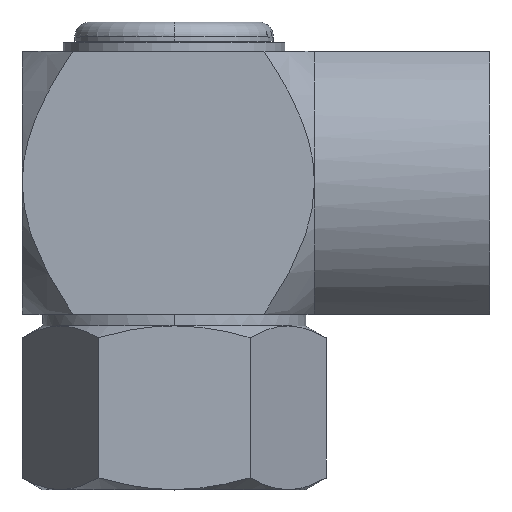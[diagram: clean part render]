
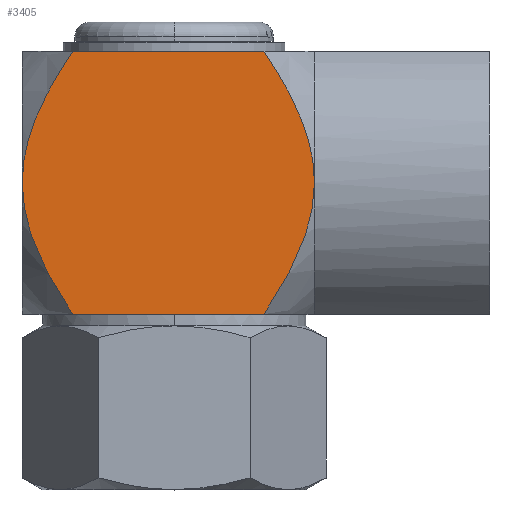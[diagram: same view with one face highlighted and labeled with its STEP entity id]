
A CAD part, top view. The second image highlights one B-rep face of the part: STEP entity #3405.
In plain terms, the highlighted planar face has unit normal (0, 0, 1).
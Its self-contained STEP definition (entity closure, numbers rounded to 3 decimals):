
#2577=CARTESIAN_POINT('Vertex',(-26.,0.,25.)) ;
#3300=CARTESIAN_POINT('Axis2P3D Location',(0.,0.,25.)) ;
#3305=CARTESIAN_POINT('Line Origine',(-1.,-22.5,25.)) ;
#3309=CARTESIAN_POINT('Vertex',(-17.366,-22.5,25.)) ;
#3311=CARTESIAN_POINT('Vertex',(15.366,-22.5,25.)) ;
#3315=CARTESIAN_POINT('Control Point',(15.366,-22.5,25.)) ;
#3316=CARTESIAN_POINT('Control Point',(16.495,-20.812,25.)) ;
#3317=CARTESIAN_POINT('Control Point',(17.579,-19.089,25.)) ;
#3318=CARTESIAN_POINT('Control Point',(19.097,-16.423,25.)) ;
#3319=CARTESIAN_POINT('Control Point',(19.583,-15.523,25.)) ;
#3320=CARTESIAN_POINT('Control Point',(20.502,-13.703,25.)) ;
#3321=CARTESIAN_POINT('Control Point',(20.934,-12.783,25.)) ;
#3322=CARTESIAN_POINT('Control Point',(22.134,-9.983,25.)) ;
#3323=CARTESIAN_POINT('Control Point',(22.803,-8.064,25.)) ;
#3324=CARTESIAN_POINT('Control Point',(23.392,-5.567,25.)) ;
#3325=CARTESIAN_POINT('Control Point',(23.498,-5.062,25.)) ;
#3326=CARTESIAN_POINT('Control Point',(23.679,-4.052,25.)) ;
#3327=CARTESIAN_POINT('Control Point',(23.755,-3.547,25.)) ;
#3328=CARTESIAN_POINT('Control Point',(23.938,-2.03,25.)) ;
#3329=CARTESIAN_POINT('Control Point',(24.,-1.016,25.)) ;
#3330=CARTESIAN_POINT('Control Point',(24.,0.,25.)) ;
#3331=CARTESIAN_POINT('Vertex',(24.,0.,25.)) ;
#3335=CARTESIAN_POINT('Control Point',(24.,0.,25.)) ;
#3336=CARTESIAN_POINT('Control Point',(24.,1.017,25.)) ;
#3337=CARTESIAN_POINT('Control Point',(23.938,2.035,25.)) ;
#3338=CARTESIAN_POINT('Control Point',(23.752,3.567,25.)) ;
#3339=CARTESIAN_POINT('Control Point',(23.674,4.078,25.)) ;
#3340=CARTESIAN_POINT('Control Point',(23.492,5.087,25.)) ;
#3341=CARTESIAN_POINT('Control Point',(23.388,5.588,25.)) ;
#3342=CARTESIAN_POINT('Control Point',(22.801,8.068,25.)) ;
#3343=CARTESIAN_POINT('Control Point',(22.132,9.987,25.)) ;
#3344=CARTESIAN_POINT('Control Point',(20.927,12.8,25.)) ;
#3345=CARTESIAN_POINT('Control Point',(20.49,13.728,25.)) ;
#3346=CARTESIAN_POINT('Control Point',(19.566,15.556,25.)) ;
#3347=CARTESIAN_POINT('Control Point',(19.081,16.453,25.)) ;
#3348=CARTESIAN_POINT('Control Point',(17.57,19.104,25.)) ;
#3349=CARTESIAN_POINT('Control Point',(16.491,20.819,25.)) ;
#3350=CARTESIAN_POINT('Control Point',(15.366,22.5,25.)) ;
#3351=CARTESIAN_POINT('Vertex',(15.366,22.5,25.)) ;
#3354=CARTESIAN_POINT('Line Origine',(-1.,22.5,25.)) ;
#3358=CARTESIAN_POINT('Vertex',(-17.366,22.5,25.)) ;
#3362=CARTESIAN_POINT('Control Point',(-26.,0.,25.)) ;
#3363=CARTESIAN_POINT('Control Point',(-26.,1.017,25.)) ;
#3364=CARTESIAN_POINT('Control Point',(-25.938,2.035,25.)) ;
#3365=CARTESIAN_POINT('Control Point',(-25.752,3.567,25.)) ;
#3366=CARTESIAN_POINT('Control Point',(-25.674,4.078,25.)) ;
#3367=CARTESIAN_POINT('Control Point',(-25.492,5.087,25.)) ;
#3368=CARTESIAN_POINT('Control Point',(-25.388,5.588,25.)) ;
#3369=CARTESIAN_POINT('Control Point',(-24.801,8.068,25.)) ;
#3370=CARTESIAN_POINT('Control Point',(-24.132,9.987,25.)) ;
#3371=CARTESIAN_POINT('Control Point',(-22.927,12.8,25.)) ;
#3372=CARTESIAN_POINT('Control Point',(-22.49,13.728,25.)) ;
#3373=CARTESIAN_POINT('Control Point',(-21.566,15.556,25.)) ;
#3374=CARTESIAN_POINT('Control Point',(-21.081,16.453,25.)) ;
#3375=CARTESIAN_POINT('Control Point',(-19.57,19.104,25.)) ;
#3376=CARTESIAN_POINT('Control Point',(-18.491,20.819,25.)) ;
#3377=CARTESIAN_POINT('Control Point',(-17.366,22.5,25.)) ;
#3380=CARTESIAN_POINT('Control Point',(-17.366,-22.5,25.)) ;
#3381=CARTESIAN_POINT('Control Point',(-18.495,-20.812,25.)) ;
#3382=CARTESIAN_POINT('Control Point',(-19.579,-19.089,25.)) ;
#3383=CARTESIAN_POINT('Control Point',(-21.097,-16.423,25.)) ;
#3384=CARTESIAN_POINT('Control Point',(-21.583,-15.523,25.)) ;
#3385=CARTESIAN_POINT('Control Point',(-22.502,-13.703,25.)) ;
#3386=CARTESIAN_POINT('Control Point',(-22.934,-12.783,25.)) ;
#3387=CARTESIAN_POINT('Control Point',(-24.134,-9.983,25.)) ;
#3388=CARTESIAN_POINT('Control Point',(-24.803,-8.064,25.)) ;
#3389=CARTESIAN_POINT('Control Point',(-25.392,-5.567,25.)) ;
#3390=CARTESIAN_POINT('Control Point',(-25.498,-5.062,25.)) ;
#3391=CARTESIAN_POINT('Control Point',(-25.679,-4.052,25.)) ;
#3392=CARTESIAN_POINT('Control Point',(-25.755,-3.547,25.)) ;
#3393=CARTESIAN_POINT('Control Point',(-25.938,-2.03,25.)) ;
#3394=CARTESIAN_POINT('Control Point',(-26.,-1.016,25.)) ;
#3395=CARTESIAN_POINT('Control Point',(-26.,0.,25.)) ;
#3301=DIRECTION('Axis2P3D Direction',(-0.,0.,1.)) ;
#3302=DIRECTION('Axis2P3D XDirection',(1.,0.,0.)) ;
#3306=DIRECTION('Vector Direction',(1.,0.,0.)) ;
#3355=DIRECTION('Vector Direction',(-1.,0.,0.)) ;
#3303=AXIS2_PLACEMENT_3D('Plane Axis2P3D',#3300,#3301,#3302) ;
#3398=ORIENTED_EDGE('',*,*,#3313,.T.) ;
#3399=ORIENTED_EDGE('',*,*,#3333,.T.) ;
#3400=ORIENTED_EDGE('',*,*,#3353,.T.) ;
#3401=ORIENTED_EDGE('',*,*,#3360,.T.) ;
#3402=ORIENTED_EDGE('',*,*,#3378,.F.) ;
#3403=ORIENTED_EDGE('',*,*,#3396,.F.) ;
#3307=VECTOR('Line Direction',#3306,1.) ;
#3356=VECTOR('Line Direction',#3355,1.) ;
#3405=ADVANCED_FACE('_308_outlet.1\\Geometry.1',(#3404),#3304,.T.) ;
#3313=EDGE_CURVE('',#3310,#3312,#3308,.T.) ;
#3333=EDGE_CURVE('',#3312,#3332,#3314,.T.) ;
#3353=EDGE_CURVE('',#3332,#3352,#3334,.T.) ;
#3360=EDGE_CURVE('',#3352,#3359,#3357,.T.) ;
#3378=EDGE_CURVE('',#2578,#3359,#3361,.T.) ;
#3396=EDGE_CURVE('',#3310,#2578,#3379,.T.) ;
#3397=EDGE_LOOP('',(#3398,#3399,#3400,#3401,#3402,#3403)) ;
#3404=FACE_OUTER_BOUND('',#3397,.T.) ;
#3308=LINE('Line',#3305,#3307) ;
#3357=LINE('Line',#3354,#3356) ;
#3304=PLANE('',#3303) ;
#2578=VERTEX_POINT('',#2577) ;
#3310=VERTEX_POINT('',#3309) ;
#3312=VERTEX_POINT('',#3311) ;
#3332=VERTEX_POINT('',#3331) ;
#3352=VERTEX_POINT('',#3351) ;
#3359=VERTEX_POINT('',#3358) ;
#3314=(BOUNDED_CURVE()B_SPLINE_CURVE(3,(#3315,#3316,#3317,#3318,#3319,#3320,#3321,#3322,#3323,#3324,#3325,#3326,#3327,#3328,#3329,#3330),.UNSPECIFIED.,.F.,.U.)B_SPLINE_CURVE_WITH_KNOTS((4,2,2,2,2,2,2,4),(0.,6.117,9.176,12.235,18.352,19.881,21.411,24.469),.UNSPECIFIED.)CURVE()GEOMETRIC_REPRESENTATION_ITEM()RATIONAL_B_SPLINE_CURVE((1.,1.,1.,1.,1.,1.,1.,1.,1.,1.,1.,1.,1.,1.,1.,1.))REPRESENTATION_ITEM('')) ;
#3334=(BOUNDED_CURVE()B_SPLINE_CURVE(3,(#3335,#3336,#3337,#3338,#3339,#3340,#3341,#3342,#3343,#3344,#3345,#3346,#3347,#3348,#3349,#3350),.UNSPECIFIED.,.F.,.U.)B_SPLINE_CURVE_WITH_KNOTS((4,2,2,2,2,2,2,4),(0.,3.059,4.588,6.117,12.235,15.293,18.352,24.469),.UNSPECIFIED.)CURVE()GEOMETRIC_REPRESENTATION_ITEM()RATIONAL_B_SPLINE_CURVE((1.,1.,1.,1.,1.,1.,1.,1.,1.,1.,1.,1.,1.,1.,1.,1.))REPRESENTATION_ITEM('')) ;
#3361=(BOUNDED_CURVE()B_SPLINE_CURVE(3,(#3362,#3363,#3364,#3365,#3366,#3367,#3368,#3369,#3370,#3371,#3372,#3373,#3374,#3375,#3376,#3377),.UNSPECIFIED.,.F.,.U.)B_SPLINE_CURVE_WITH_KNOTS((4,2,2,2,2,2,2,4),(0.,3.059,4.588,6.117,12.235,15.293,18.352,24.469),.UNSPECIFIED.)CURVE()GEOMETRIC_REPRESENTATION_ITEM()RATIONAL_B_SPLINE_CURVE((1.,1.,1.,1.,1.,1.,1.,1.,1.,1.,1.,1.,1.,1.,1.,1.))REPRESENTATION_ITEM('')) ;
#3379=(BOUNDED_CURVE()B_SPLINE_CURVE(3,(#3380,#3381,#3382,#3383,#3384,#3385,#3386,#3387,#3388,#3389,#3390,#3391,#3392,#3393,#3394,#3395),.UNSPECIFIED.,.F.,.U.)B_SPLINE_CURVE_WITH_KNOTS((4,2,2,2,2,2,2,4),(0.,6.117,9.176,12.235,18.352,19.881,21.411,24.469),.UNSPECIFIED.)CURVE()GEOMETRIC_REPRESENTATION_ITEM()RATIONAL_B_SPLINE_CURVE((1.,1.,1.,1.,1.,1.,1.,1.,1.,1.,1.,1.,1.,1.,1.,1.))REPRESENTATION_ITEM('')) ;
